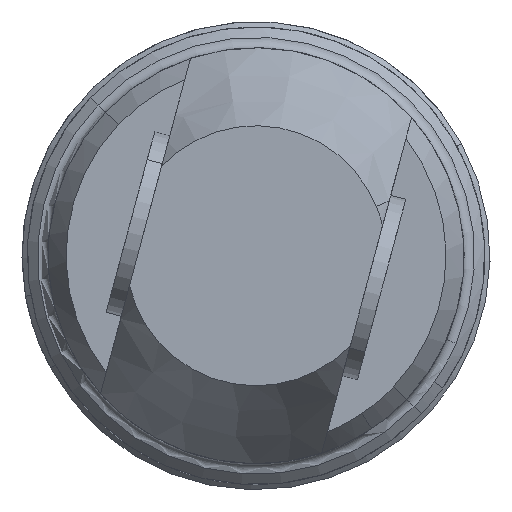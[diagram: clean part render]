
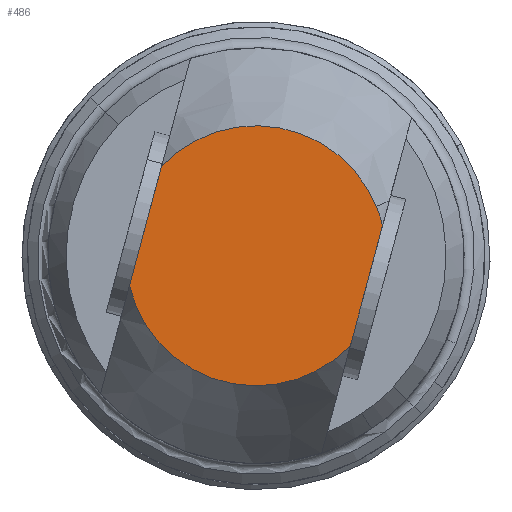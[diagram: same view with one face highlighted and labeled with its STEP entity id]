
A CAD part, left-side view. The second image highlights one B-rep face of the part: STEP entity #486.
In plain terms, the highlighted planar face has unit normal (-1, 0, 0).
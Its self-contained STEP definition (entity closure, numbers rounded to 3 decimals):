
#104 = CIRCLE ( 'NONE', #2094, 12.5 ) ;
#109 = VERTEX_POINT ( 'NONE', #9192 ) ;
#145 = CARTESIAN_POINT ( 'NONE',  ( -53.997, 3.043, 2.85 ) ) ;
#335 = CARTESIAN_POINT ( 'NONE',  ( -53.997, 1.504, 8.585 ) ) ;
#486 = ADVANCED_FACE ( 'NONE', ( #3828 ), #3647, .F. ) ;
#774 = EDGE_CURVE ( 'NONE', #6677, #109, #9181, .T. ) ;
#787 = DIRECTION ( 'NONE',  ( 1., 0., 0. ) ) ;
#942 = EDGE_CURVE ( 'NONE', #6677, #4307, #8854, .T. ) ;
#1054 = CARTESIAN_POINT ( 'NONE',  ( -53.997, -16.667, -8.585 ) ) ;
#1129 = CARTESIAN_POINT ( 'NONE',  ( -53.997, -7.582, 0. ) ) ;
#1249 = DIRECTION ( 'NONE',  ( 1., 0., 0. ) ) ;
#1262 = VERTEX_POINT ( 'NONE', #5937 ) ;
#1319 = CIRCLE ( 'NONE', #4647, 12.5 ) ;
#1390 = ORIENTED_EDGE ( 'NONE', *, *, #6000, .F. ) ;
#1427 = CARTESIAN_POINT ( 'NONE',  ( -53.997, -7.582, 0. ) ) ;
#2094 = AXIS2_PLACEMENT_3D ( 'NONE', #1427, #6275, #7041 ) ;
#2182 = AXIS2_PLACEMENT_3D ( 'NONE', #6004, #787, #2301 ) ;
#2301 = DIRECTION ( 'NONE',  ( 0., 1., 0. ) ) ;
#2488 = VECTOR ( 'NONE', #7950, 1000. ) ;
#2691 = EDGE_CURVE ( 'NONE', #109, #3328, #1319, .T. ) ;
#3004 = ORIENTED_EDGE ( 'NONE', *, *, #3419, .F. ) ;
#3042 = ORIENTED_EDGE ( 'NONE', *, *, #2691, .F. ) ;
#3081 = DIRECTION ( 'NONE',  ( 1., 0., 0. ) ) ;
#3328 = VERTEX_POINT ( 'NONE', #6007 ) ;
#3419 = EDGE_CURVE ( 'NONE', #3328, #9426, #5385, .T. ) ;
#3647 = PLANE ( 'NONE',  #2182 ) ;
#3712 = CIRCLE ( 'NONE', #8877, 12.5 ) ;
#3828 = FACE_OUTER_BOUND ( 'NONE', #4707, .T. ) ;
#3908 = DIRECTION ( 'NONE',  ( 0., 1., 0. ) ) ;
#4017 = CARTESIAN_POINT ( 'NONE',  ( -53.997, -7.582, 0. ) ) ;
#4042 = EDGE_CURVE ( 'NONE', #9426, #1262, #3712, .T. ) ;
#4307 = VERTEX_POINT ( 'NONE', #5870 ) ;
#4647 = AXIS2_PLACEMENT_3D ( 'NONE', #1129, #3081, #3908 ) ;
#4707 = EDGE_LOOP ( 'NONE', ( #1390, #8388, #3004, #3042, #6012, #6804 ) ) ;
#5002 = CARTESIAN_POINT ( 'NONE',  ( -53.997, -7.582, 0. ) ) ;
#5095 = VECTOR ( 'NONE', #7434, 1000. ) ;
#5365 = AXIS2_PLACEMENT_3D ( 'NONE', #5002, #1249, #8499 ) ;
#5385 = LINE ( 'NONE', #9004, #5095 ) ;
#5870 = CARTESIAN_POINT ( 'NONE',  ( -53.997, 4.581, -2.884 ) ) ;
#5937 = CARTESIAN_POINT ( 'NONE',  ( -53.997, -16.624, -8.631 ) ) ;
#6000 = EDGE_CURVE ( 'NONE', #1262, #4307, #104, .T. ) ;
#6004 = CARTESIAN_POINT ( 'NONE',  ( -53.997, -26.899, -5.183 ) ) ;
#6007 = CARTESIAN_POINT ( 'NONE',  ( -53.997, -19.744, 2.884 ) ) ;
#6012 = ORIENTED_EDGE ( 'NONE', *, *, #774, .F. ) ;
#6155 = DIRECTION ( 'NONE',  ( 0., 1., 0. ) ) ;
#6275 = DIRECTION ( 'NONE',  ( 1., 0., 0. ) ) ;
#6677 = VERTEX_POINT ( 'NONE', #335 ) ;
#6804 = ORIENTED_EDGE ( 'NONE', *, *, #942, .T. ) ;
#7041 = DIRECTION ( 'NONE',  ( 0., 1., 0. ) ) ;
#7434 = DIRECTION ( 'NONE',  ( 0., 0.259, -0.966 ) ) ;
#7950 = DIRECTION ( 'NONE',  ( 0., 0.259, -0.966 ) ) ;
#8307 = DIRECTION ( 'NONE',  ( 1., 0., 0. ) ) ;
#8388 = ORIENTED_EDGE ( 'NONE', *, *, #4042, .F. ) ;
#8499 = DIRECTION ( 'NONE',  ( 0., 1., 0. ) ) ;
#8854 = LINE ( 'NONE', #145, #2488 ) ;
#8877 = AXIS2_PLACEMENT_3D ( 'NONE', #4017, #8307, #6155 ) ;
#9004 = CARTESIAN_POINT ( 'NONE',  ( -53.997, -18.206, -2.85 ) ) ;
#9181 = CIRCLE ( 'NONE', #5365, 12.5 ) ;
#9192 = CARTESIAN_POINT ( 'NONE',  ( -53.997, -19.143, 4.752 ) ) ;
#9426 = VERTEX_POINT ( 'NONE', #1054 ) ;
